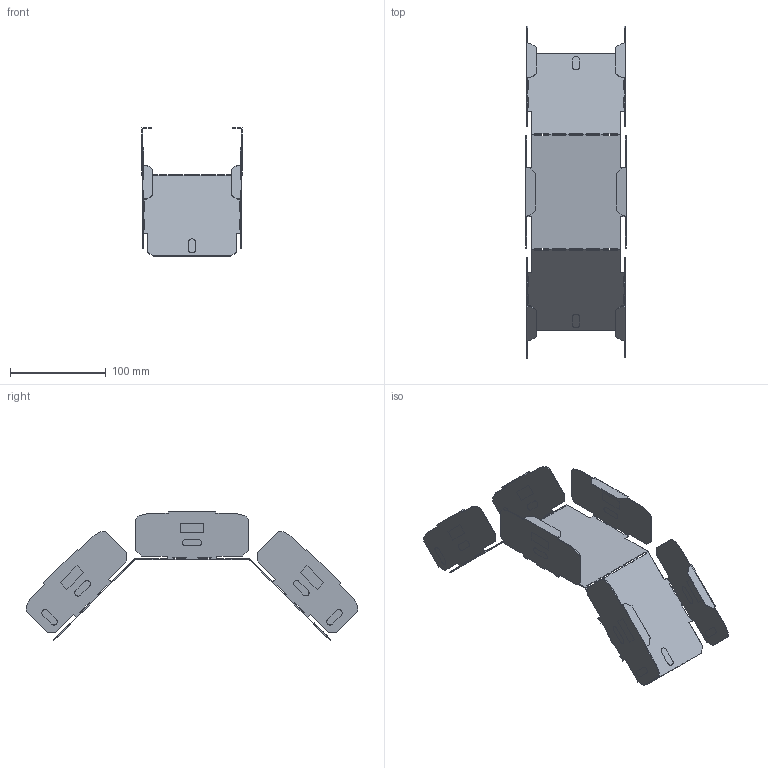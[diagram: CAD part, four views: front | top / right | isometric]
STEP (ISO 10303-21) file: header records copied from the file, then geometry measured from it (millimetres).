
FILE_DESCRIPTION(/* description */ (''),/* implementation_level */ '2;1');
FILE_NAME(/* name */ '485236.stp',/* time_stamp */ '2023-12-19T13:47:37+01:00',/* author */ ('bonnaudn'),/* organization */ (''),/* preprocessor_version */ 'ST-DEVELOPER v19.2',/* originating_system */ 'AutoCAD Mechanical',/* authorisation */ '');
FILE_SCHEMA (('AUTOMOTIVE_DESIGN { 1 0 10303 214 3 1 1 }'));
Length unit declared in the file: millimetre
Products named in the file (1): Product
Bounding box: 104.79 x 346.09 x 134.46 mm (x, y, z)
Volume: 54768.2 mm3; surface area: 145349.8 mm2
Topology: 1 solids, 37 shells, 284 faces, 1014 edges, 724 vertices
Faces by surface type: plane 284
Entity records: 10875 total; most frequent: CARTESIAN_POINT 2023, ORIENTED_EDGE 1884, DIRECTION 1632, EDGE_CURVE 1014, LINE 966, VECTOR 966, VERTEX_POINT 724, AXIS2_PLACEMENT_3D 333
